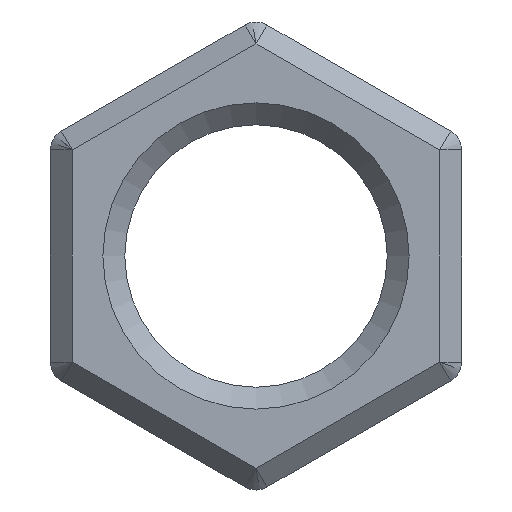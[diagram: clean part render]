
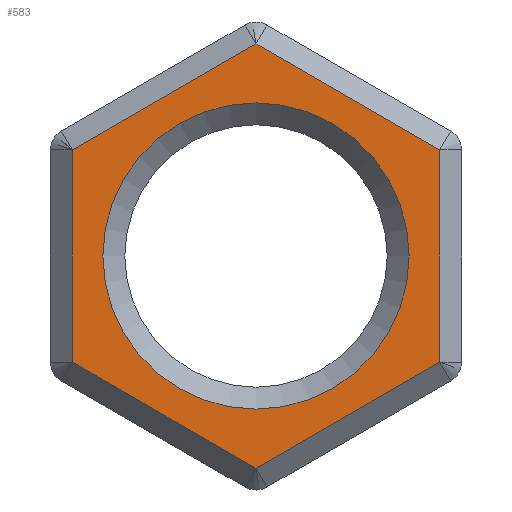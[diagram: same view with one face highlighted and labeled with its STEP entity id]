
A CAD part, front view. The second image highlights one B-rep face of the part: STEP entity #583.
In plain terms, the highlighted planar face has unit normal (0, -1, 0).
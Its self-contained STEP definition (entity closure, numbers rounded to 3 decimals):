
#16=FACE_BOUND('',#119,.T.);
#36=CIRCLE('',#650,1.75);
#76=FACE_OUTER_BOUND('',#118,.T.);
#118=EDGE_LOOP('',(#468,#469,#470,#471,#472,#473));
#119=EDGE_LOOP('',(#474));
#175=LINE('',#957,#238);
#176=LINE('',#959,#239);
#177=LINE('',#961,#240);
#178=LINE('',#963,#241);
#179=LINE('',#965,#242);
#180=LINE('',#966,#243);
#238=VECTOR('',#784,10.);
#239=VECTOR('',#785,10.);
#240=VECTOR('',#786,10.);
#241=VECTOR('',#787,10.);
#242=VECTOR('',#788,10.);
#243=VECTOR('',#789,10.);
#292=VERTEX_POINT('',#951);
#293=VERTEX_POINT('',#955);
#294=VERTEX_POINT('',#956);
#295=VERTEX_POINT('',#958);
#296=VERTEX_POINT('',#960);
#297=VERTEX_POINT('',#962);
#298=VERTEX_POINT('',#964);
#352=EDGE_CURVE('',#292,#292,#36,.T.);
#354=EDGE_CURVE('',#293,#294,#175,.T.);
#355=EDGE_CURVE('',#295,#293,#176,.T.);
#356=EDGE_CURVE('',#296,#295,#177,.T.);
#357=EDGE_CURVE('',#297,#296,#178,.T.);
#358=EDGE_CURVE('',#298,#297,#179,.T.);
#359=EDGE_CURVE('',#294,#298,#180,.T.);
#468=ORIENTED_EDGE('',*,*,#354,.F.);
#469=ORIENTED_EDGE('',*,*,#355,.F.);
#470=ORIENTED_EDGE('',*,*,#356,.F.);
#471=ORIENTED_EDGE('',*,*,#357,.F.);
#472=ORIENTED_EDGE('',*,*,#358,.F.);
#473=ORIENTED_EDGE('',*,*,#359,.F.);
#474=ORIENTED_EDGE('',*,*,#352,.F.);
#551=PLANE('',#651);
#583=ADVANCED_FACE('',(#76,#16),#551,.F.);
#650=AXIS2_PLACEMENT_3D('',#952,#779,#780);
#651=AXIS2_PLACEMENT_3D('',#954,#782,#783);
#779=DIRECTION('center_axis',(0.,-1.,0.));
#780=DIRECTION('ref_axis',(-1.,0.,0.));
#782=DIRECTION('center_axis',(0.,1.,0.));
#783=DIRECTION('ref_axis',(1.,0.,0.));
#784=DIRECTION('',(0.866,0.,0.5));
#785=DIRECTION('',(0.,0.,1.));
#786=DIRECTION('',(-0.866,0.,0.5));
#787=DIRECTION('',(-0.866,0.,-0.5));
#788=DIRECTION('',(0.,0.,-1.));
#789=DIRECTION('',(0.866,0.,-0.5));
#951=CARTESIAN_POINT('',(1.75,0.,0.));
#952=CARTESIAN_POINT('Origin',(0.,0.,0.));
#954=CARTESIAN_POINT('Origin',(0.,0.,0.));
#955=CARTESIAN_POINT('',(-2.1,0.,1.212));
#956=CARTESIAN_POINT('',(0.,0.,2.425));
#957=CARTESIAN_POINT('',(-1.638,0.,1.479));
#958=CARTESIAN_POINT('',(-2.1,0.,-1.212));
#959=CARTESIAN_POINT('',(-2.1,0.,-0.678));
#960=CARTESIAN_POINT('',(0.,0.,-2.425));
#961=CARTESIAN_POINT('',(-0.462,0.,-2.158));
#962=CARTESIAN_POINT('',(2.1,0.,-1.212));
#963=CARTESIAN_POINT('',(1.638,0.,-1.479));
#964=CARTESIAN_POINT('',(2.1,0.,1.212));
#965=CARTESIAN_POINT('',(2.1,0.,0.678));
#966=CARTESIAN_POINT('',(0.462,0.,2.158));
